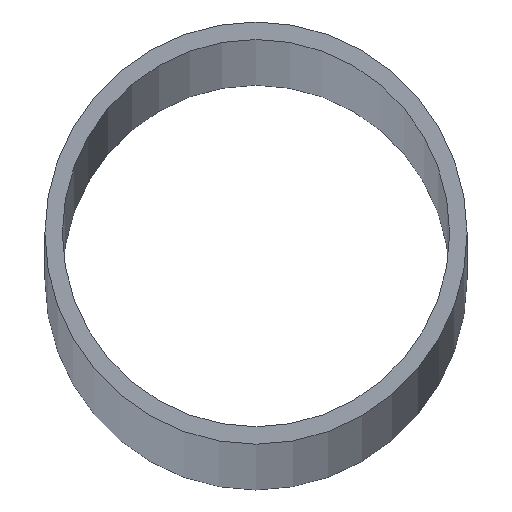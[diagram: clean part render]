
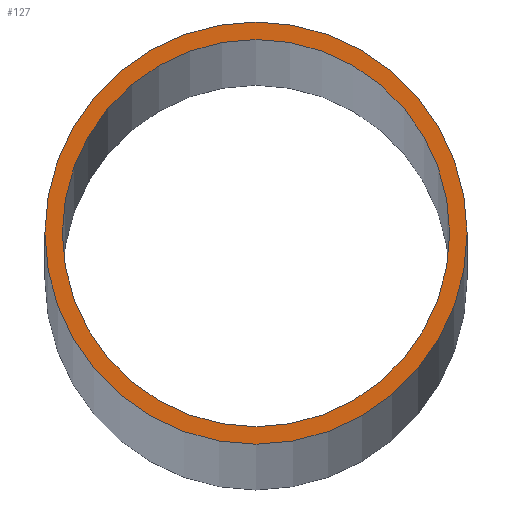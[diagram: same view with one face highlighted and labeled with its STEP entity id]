
A CAD part, top view. The second image highlights one B-rep face of the part: STEP entity #127.
In plain terms, the highlighted planar face has unit normal (0, 0, 1).
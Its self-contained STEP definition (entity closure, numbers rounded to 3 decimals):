
#2 = CIRCLE ( 'NONE', #90, 24.15 ) ;
#7 = CARTESIAN_POINT ( 'NONE',  ( 0., 0., 3000. ) ) ;
#11 = CARTESIAN_POINT ( 'NONE',  ( -22.15, 0., 3000. ) ) ;
#12 = CARTESIAN_POINT ( 'NONE',  ( 0., 0., 3000. ) ) ;
#15 = DIRECTION ( 'NONE',  ( 1., 0., 0. ) ) ;
#20 = ORIENTED_EDGE ( 'NONE', *, *, #39, .T. ) ;
#25 = CARTESIAN_POINT ( 'NONE',  ( 0., 0., 3000. ) ) ;
#26 = DIRECTION ( 'NONE',  ( 1., 0., 0. ) ) ;
#29 = DIRECTION ( 'NONE',  ( 0., 0., 1. ) ) ;
#31 = AXIS2_PLACEMENT_3D ( 'NONE', #7, #67, #26 ) ;
#32 = PLANE ( 'NONE',  #148 ) ;
#39 = EDGE_CURVE ( 'NONE', #150, #190, #183, .T. ) ;
#46 = CARTESIAN_POINT ( 'NONE',  ( 24.15, 0., 3000. ) ) ;
#52 = AXIS2_PLACEMENT_3D ( 'NONE', #56, #153, #124 ) ;
#53 = EDGE_CURVE ( 'NONE', #190, #150, #2, .T. ) ;
#56 = CARTESIAN_POINT ( 'NONE',  ( 0., 0., 3000. ) ) ;
#67 = DIRECTION ( 'NONE',  ( 0., 0., 1. ) ) ;
#68 = EDGE_CURVE ( 'NONE', #198, #135, #86, .T. ) ;
#70 = CIRCLE ( 'NONE', #166, 22.15 ) ;
#72 = ORIENTED_EDGE ( 'NONE', *, *, #87, .F. ) ;
#86 = CIRCLE ( 'NONE', #31, 22.15 ) ;
#87 = EDGE_CURVE ( 'NONE', #135, #198, #70, .T. ) ;
#90 = AXIS2_PLACEMENT_3D ( 'NONE', #25, #125, #207 ) ;
#121 = EDGE_LOOP ( 'NONE', ( #131, #20 ) ) ;
#124 = DIRECTION ( 'NONE',  ( 1., 0., 0. ) ) ;
#125 = DIRECTION ( 'NONE',  ( 0., 0., 1. ) ) ;
#127 = ADVANCED_FACE ( 'NONE', ( #154, #179 ), #32, .T. ) ;
#131 = ORIENTED_EDGE ( 'NONE', *, *, #53, .T. ) ;
#135 = VERTEX_POINT ( 'NONE', #205 ) ;
#142 = CARTESIAN_POINT ( 'NONE',  ( -24.15, 0., 3000. ) ) ;
#148 = AXIS2_PLACEMENT_3D ( 'NONE', #174, #160, #15 ) ;
#150 = VERTEX_POINT ( 'NONE', #46 ) ;
#153 = DIRECTION ( 'NONE',  ( 0., 0., 1. ) ) ;
#154 = FACE_OUTER_BOUND ( 'NONE', #121, .T. ) ;
#155 = DIRECTION ( 'NONE',  ( 1., 0., 0. ) ) ;
#160 = DIRECTION ( 'NONE',  ( 0., 0., 1. ) ) ;
#166 = AXIS2_PLACEMENT_3D ( 'NONE', #12, #29, #155 ) ;
#174 = CARTESIAN_POINT ( 'NONE',  ( 0., 0., 3000. ) ) ;
#179 = FACE_BOUND ( 'NONE', #214, .T. ) ;
#183 = CIRCLE ( 'NONE', #52, 24.15 ) ;
#190 = VERTEX_POINT ( 'NONE', #142 ) ;
#198 = VERTEX_POINT ( 'NONE', #11 ) ;
#200 = ORIENTED_EDGE ( 'NONE', *, *, #68, .F. ) ;
#205 = CARTESIAN_POINT ( 'NONE',  ( 22.15, 0., 3000. ) ) ;
#207 = DIRECTION ( 'NONE',  ( 1., 0., 0. ) ) ;
#214 = EDGE_LOOP ( 'NONE', ( #200, #72 ) ) ;
